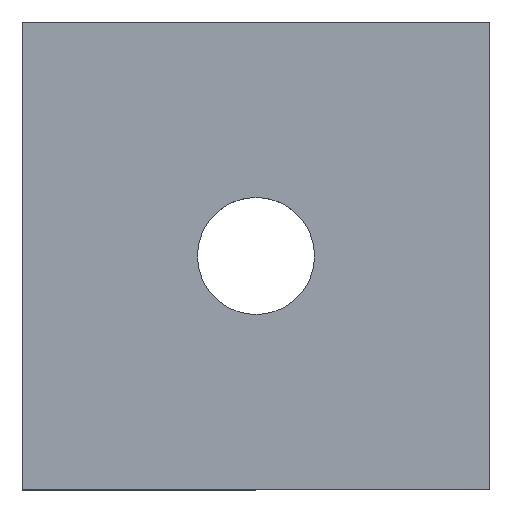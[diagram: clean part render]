
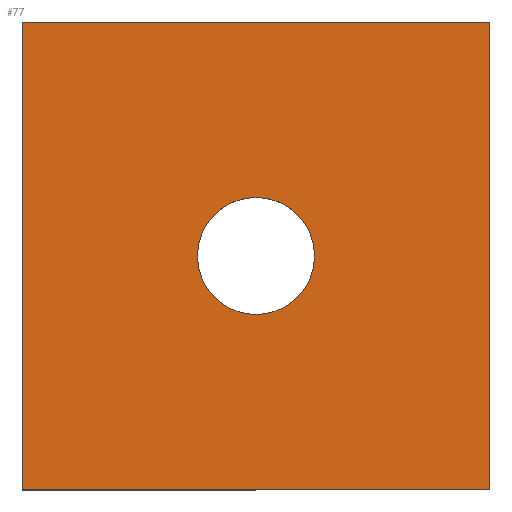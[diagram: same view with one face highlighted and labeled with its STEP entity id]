
A CAD part, top view. The second image highlights one B-rep face of the part: STEP entity #77.
In plain terms, the highlighted planar face has unit normal (0, 0, 1).
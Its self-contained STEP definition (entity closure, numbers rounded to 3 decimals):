
#2 = LINE ( 'NONE', #156, #101 ) ;
#3 = VERTEX_POINT ( 'NONE', #159 ) ;
#6 = VERTEX_POINT ( 'NONE', #202 ) ;
#11 = ORIENTED_EDGE ( 'NONE', *, *, #146, .T. ) ;
#23 = DIRECTION ( 'NONE',  ( 1., 0., 0. ) ) ;
#26 = CIRCLE ( 'NONE', #41, 5. ) ;
#27 = CARTESIAN_POINT ( 'NONE',  ( -20., 20., 3. ) ) ;
#36 = CARTESIAN_POINT ( 'NONE',  ( 0., 0., 3. ) ) ;
#41 = AXIS2_PLACEMENT_3D ( 'NONE', #36, #226, #181 ) ;
#43 = DIRECTION ( 'NONE',  ( 0., -1., 0. ) ) ;
#47 = CARTESIAN_POINT ( 'NONE',  ( 20., -20., 3. ) ) ;
#54 = VECTOR ( 'NONE', #43, 1000. ) ;
#59 = VERTEX_POINT ( 'NONE', #259 ) ;
#69 = VERTEX_POINT ( 'NONE', #78 ) ;
#77 = ADVANCED_FACE ( 'NONE', ( #107, #237 ), #187, .T. ) ;
#78 = CARTESIAN_POINT ( 'NONE',  ( -20., -20., 3. ) ) ;
#101 = VECTOR ( 'NONE', #179, 1000. ) ;
#106 = DIRECTION ( 'NONE',  ( 1., 0., 0. ) ) ;
#107 = FACE_OUTER_BOUND ( 'NONE', #129, .T. ) ;
#109 = ORIENTED_EDGE ( 'NONE', *, *, #222, .T. ) ;
#114 = CARTESIAN_POINT ( 'NONE',  ( 20., -20., 3. ) ) ;
#123 = VERTEX_POINT ( 'NONE', #27 ) ;
#129 = EDGE_LOOP ( 'NONE', ( #11, #242, #309, #109 ) ) ;
#140 = EDGE_CURVE ( 'NONE', #69, #225, #167, .T. ) ;
#142 = DIRECTION ( 'NONE',  ( 0., 0., 1. ) ) ;
#146 = EDGE_CURVE ( 'NONE', #123, #69, #231, .T. ) ;
#151 = EDGE_CURVE ( 'NONE', #225, #3, #188, .T. ) ;
#153 = EDGE_LOOP ( 'NONE', ( #289, #260 ) ) ;
#156 = CARTESIAN_POINT ( 'NONE',  ( 20., 20., 3. ) ) ;
#159 = CARTESIAN_POINT ( 'NONE',  ( 20., 20., 3. ) ) ;
#167 = LINE ( 'NONE', #47, #186 ) ;
#172 = DIRECTION ( 'NONE',  ( 0., 0., 1. ) ) ;
#175 = VECTOR ( 'NONE', #257, 1000. ) ;
#179 = DIRECTION ( 'NONE',  ( -1., 0., 0. ) ) ;
#181 = DIRECTION ( 'NONE',  ( 1., 0., 0. ) ) ;
#186 = VECTOR ( 'NONE', #106, 1000. ) ;
#187 = PLANE ( 'NONE',  #284 ) ;
#188 = LINE ( 'NONE', #255, #175 ) ;
#202 = CARTESIAN_POINT ( 'NONE',  ( 5., 0., 3. ) ) ;
#203 = EDGE_CURVE ( 'NONE', #6, #59, #214, .T. ) ;
#209 = CARTESIAN_POINT ( 'NONE',  ( -20., -20., 3. ) ) ;
#212 = DIRECTION ( 'NONE',  ( 1., 0., 0. ) ) ;
#214 = CIRCLE ( 'NONE', #295, 5. ) ;
#222 = EDGE_CURVE ( 'NONE', #3, #123, #2, .T. ) ;
#225 = VERTEX_POINT ( 'NONE', #114 ) ;
#226 = DIRECTION ( 'NONE',  ( 0., 0., 1. ) ) ;
#231 = LINE ( 'NONE', #209, #54 ) ;
#237 = FACE_BOUND ( 'NONE', #153, .T. ) ;
#242 = ORIENTED_EDGE ( 'NONE', *, *, #140, .T. ) ;
#255 = CARTESIAN_POINT ( 'NONE',  ( 20., -20., 3. ) ) ;
#257 = DIRECTION ( 'NONE',  ( 0., 1., 0. ) ) ;
#259 = CARTESIAN_POINT ( 'NONE',  ( -5., 0., 3. ) ) ;
#260 = ORIENTED_EDGE ( 'NONE', *, *, #203, .F. ) ;
#262 = CARTESIAN_POINT ( 'NONE',  ( 0., 0., 3. ) ) ;
#284 = AXIS2_PLACEMENT_3D ( 'NONE', #262, #172, #23 ) ;
#289 = ORIENTED_EDGE ( 'NONE', *, *, #291, .F. ) ;
#291 = EDGE_CURVE ( 'NONE', #59, #6, #26, .T. ) ;
#295 = AXIS2_PLACEMENT_3D ( 'NONE', #304, #142, #212 ) ;
#304 = CARTESIAN_POINT ( 'NONE',  ( 0., 0., 3. ) ) ;
#309 = ORIENTED_EDGE ( 'NONE', *, *, #151, .T. ) ;
